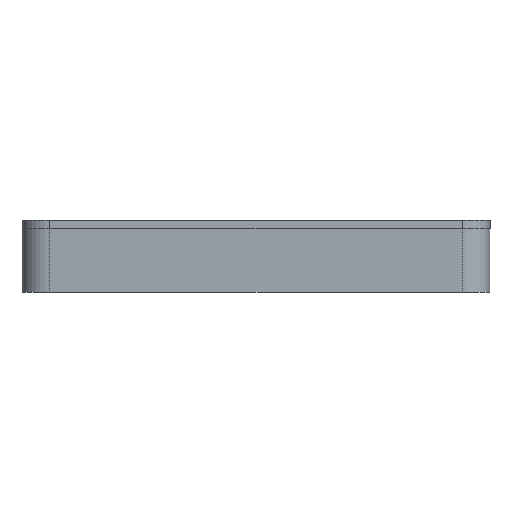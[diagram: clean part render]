
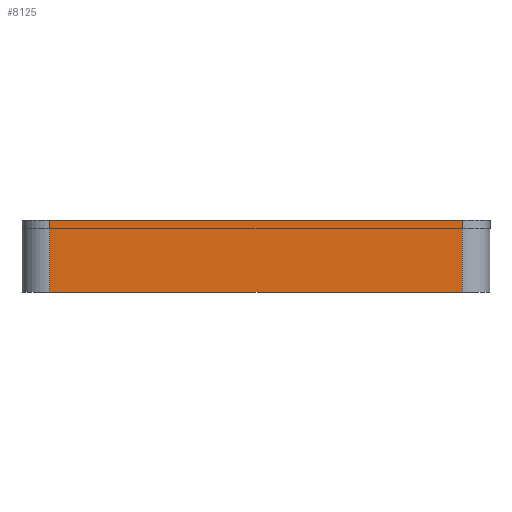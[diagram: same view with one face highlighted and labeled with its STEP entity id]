
A CAD part, left-side view. The second image highlights one B-rep face of the part: STEP entity #8125.
In plain terms, the highlighted planar face has unit normal (-1, 0, 0).
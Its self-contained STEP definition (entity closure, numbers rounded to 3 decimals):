
#478=PLANE('',#8487);
#896=FACE_OUTER_BOUND('',#1428,.T.);
#1428=EDGE_LOOP('',(#7406,#7407,#7408,#7409));
#2019=LINE('',#15901,#2627);
#2023=LINE('',#15910,#2631);
#2043=LINE('',#15967,#2651);
#2044=LINE('',#15970,#2652);
#2627=VECTOR('',#9678,10.);
#2631=VECTOR('',#9686,10.);
#2651=VECTOR('',#9734,10.);
#2652=VECTOR('',#9739,10.);
#3868=VERTEX_POINT('',#15894);
#3871=VERTEX_POINT('',#15899);
#3874=VERTEX_POINT('',#15909);
#3897=VERTEX_POINT('',#15966);
#5041=EDGE_CURVE('',#3871,#3868,#2019,.T.);
#5045=EDGE_CURVE('',#3868,#3874,#2023,.T.);
#5074=EDGE_CURVE('',#3874,#3897,#2043,.T.);
#5076=EDGE_CURVE('',#3871,#3897,#2044,.T.);
#7406=ORIENTED_EDGE('',*,*,#5041,.F.);
#7407=ORIENTED_EDGE('',*,*,#5076,.T.);
#7408=ORIENTED_EDGE('',*,*,#5074,.F.);
#7409=ORIENTED_EDGE('',*,*,#5045,.F.);
#8125=ADVANCED_FACE('',(#896),#478,.T.);
#8487=AXIS2_PLACEMENT_3D('',#15969,#9737,#9738);
#9678=DIRECTION('',(0.,0.,1.));
#9686=DIRECTION('',(0.,-1.,0.));
#9734=DIRECTION('',(0.,0.,-1.));
#9737=DIRECTION('center_axis',(-1.,0.,0.));
#9738=DIRECTION('ref_axis',(0.,-1.,0.));
#9739=DIRECTION('',(0.,-1.,0.));
#15894=CARTESIAN_POINT('',(-56.,4.5,13.));
#15899=CARTESIAN_POINT('',(-56.,4.5,0.));
#15901=CARTESIAN_POINT('',(-56.,4.5,0.));
#15909=CARTESIAN_POINT('',(-56.,-70.,13.));
#15910=CARTESIAN_POINT('',(-56.,9.5,13.));
#15966=CARTESIAN_POINT('',(-56.,-70.,0.));
#15967=CARTESIAN_POINT('',(-56.,-70.,0.));
#15969=CARTESIAN_POINT('Origin',(-56.,9.5,0.));
#15970=CARTESIAN_POINT('',(-56.,9.5,0.));
